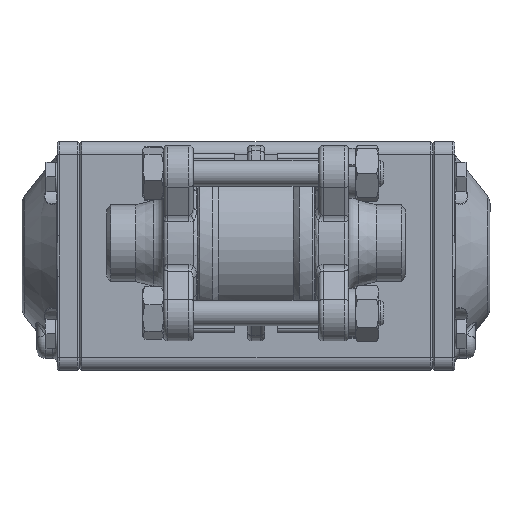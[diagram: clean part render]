
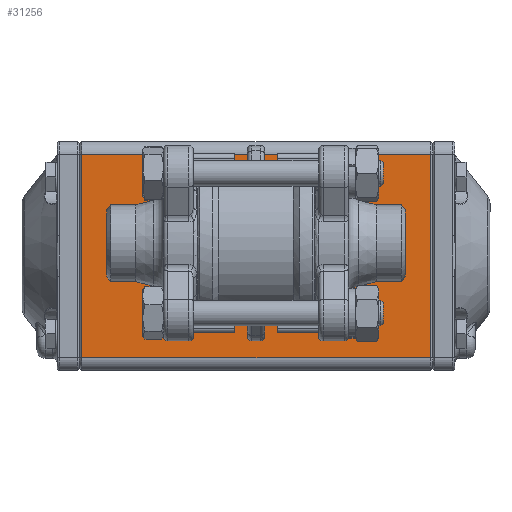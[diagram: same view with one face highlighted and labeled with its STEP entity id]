
A CAD part, front view. The second image highlights one B-rep face of the part: STEP entity #31256.
In plain terms, the highlighted planar face has unit normal (0, -1, 0).
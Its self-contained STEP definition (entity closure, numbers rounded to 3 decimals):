
#788=PLANE('',#33418);
#3390=LINE('',#67775,#4878);
#3391=LINE('',#67781,#4879);
#3392=LINE('',#67784,#4880);
#3393=LINE('',#67785,#4881);
#4878=VECTOR('',#38408,1000.);
#4879=VECTOR('',#38415,1000.);
#4880=VECTOR('',#38416,1000.);
#4881=VECTOR('',#38417,1000.);
#10151=ORIENTED_EDGE('',*,*,#15336,.F.);
#10152=ORIENTED_EDGE('',*,*,#15337,.T.);
#10153=ORIENTED_EDGE('',*,*,#15333,.T.);
#10154=ORIENTED_EDGE('',*,*,#15338,.T.);
#10155=ORIENTED_EDGE('',*,*,#15109,.F.);
#10156=ORIENTED_EDGE('',*,*,#15111,.F.);
#10157=ORIENTED_EDGE('',*,*,#15113,.F.);
#10158=ORIENTED_EDGE('',*,*,#15115,.F.);
#10159=ORIENTED_EDGE('',*,*,#15117,.F.);
#10160=ORIENTED_EDGE('',*,*,#15119,.F.);
#10161=ORIENTED_EDGE('',*,*,#15121,.F.);
#10162=ORIENTED_EDGE('',*,*,#15123,.F.);
#10163=ORIENTED_EDGE('',*,*,#15125,.T.);
#15109=EDGE_CURVE('',#18048,#18048,#19504,.T.);
#15111=EDGE_CURVE('',#18051,#18051,#19506,.T.);
#15113=EDGE_CURVE('',#18054,#18054,#19508,.T.);
#15115=EDGE_CURVE('',#18057,#18057,#19510,.T.);
#15117=EDGE_CURVE('',#18060,#18060,#19512,.T.);
#15119=EDGE_CURVE('',#18063,#18063,#19514,.T.);
#15121=EDGE_CURVE('',#18066,#18066,#19516,.T.);
#15123=EDGE_CURVE('',#18069,#18069,#19518,.T.);
#15125=EDGE_CURVE('',#18072,#18072,#19520,.T.);
#15333=EDGE_CURVE('',#18238,#18239,#3390,.T.);
#15336=EDGE_CURVE('',#18240,#18241,#3391,.T.);
#15337=EDGE_CURVE('',#18240,#18238,#3392,.T.);
#15338=EDGE_CURVE('',#18239,#18241,#3393,.T.);
#18048=VERTEX_POINT('',#67027);
#18051=VERTEX_POINT('',#67034);
#18054=VERTEX_POINT('',#67041);
#18057=VERTEX_POINT('',#67048);
#18060=VERTEX_POINT('',#67055);
#18063=VERTEX_POINT('',#67062);
#18066=VERTEX_POINT('',#67069);
#18069=VERTEX_POINT('',#67076);
#18072=VERTEX_POINT('',#67083);
#18238=VERTEX_POINT('',#67776);
#18239=VERTEX_POINT('',#67777);
#18240=VERTEX_POINT('',#67782);
#18241=VERTEX_POINT('',#67783);
#19504=CIRCLE('',#33239,2.5);
#19506=CIRCLE('',#33243,2.5);
#19508=CIRCLE('',#33247,2.5);
#19510=CIRCLE('',#33251,2.5);
#19512=CIRCLE('',#33255,2.1);
#19514=CIRCLE('',#33259,2.1);
#19516=CIRCLE('',#33263,2.1);
#19518=CIRCLE('',#33267,2.1);
#19520=CIRCLE('',#33271,10.6);
#21218=EDGE_LOOP('',(#10151,#10152,#10153,#10154));
#21219=EDGE_LOOP('',(#10155));
#21220=EDGE_LOOP('',(#10156));
#21221=EDGE_LOOP('',(#10157));
#21222=EDGE_LOOP('',(#10158));
#21223=EDGE_LOOP('',(#10159));
#21224=EDGE_LOOP('',(#10160));
#21225=EDGE_LOOP('',(#10161));
#21226=EDGE_LOOP('',(#10162));
#21227=EDGE_LOOP('',(#10163));
#23093=FACE_BOUND('',#21218,.T.);
#23094=FACE_BOUND('',#21219,.T.);
#23095=FACE_BOUND('',#21220,.T.);
#23096=FACE_BOUND('',#21221,.T.);
#23097=FACE_BOUND('',#21222,.T.);
#23098=FACE_BOUND('',#21223,.T.);
#23099=FACE_BOUND('',#21224,.T.);
#23100=FACE_BOUND('',#21225,.T.);
#23101=FACE_BOUND('',#21226,.T.);
#23102=FACE_BOUND('',#21227,.T.);
#31256=ADVANCED_FACE('',(#23093,#23094,#23095,#23096,#23097,#23098,#23099,
#23100,#23101,#23102),#788,.F.);
#33239=AXIS2_PLACEMENT_3D('',#67026,#37971,#37972);
#33243=AXIS2_PLACEMENT_3D('',#67033,#37979,#37980);
#33247=AXIS2_PLACEMENT_3D('',#67040,#37987,#37988);
#33251=AXIS2_PLACEMENT_3D('',#67047,#37995,#37996);
#33255=AXIS2_PLACEMENT_3D('',#67054,#38003,#38004);
#33259=AXIS2_PLACEMENT_3D('',#67061,#38011,#38012);
#33263=AXIS2_PLACEMENT_3D('',#67068,#38019,#38020);
#33267=AXIS2_PLACEMENT_3D('',#67075,#38027,#38028);
#33271=AXIS2_PLACEMENT_3D('',#67082,#38035,#38036);
#33418=AXIS2_PLACEMENT_3D('',#67780,#38413,#38414);
#37971=DIRECTION('',(0.,-1.,0.));
#37972=DIRECTION('',(0.,0.,-1.));
#37979=DIRECTION('',(0.,-1.,0.));
#37980=DIRECTION('',(0.,0.,-1.));
#37987=DIRECTION('',(0.,-1.,0.));
#37988=DIRECTION('',(0.,0.,-1.));
#37995=DIRECTION('',(0.,-1.,0.));
#37996=DIRECTION('',(0.,0.,-1.));
#38003=DIRECTION('',(0.,-1.,0.));
#38004=DIRECTION('',(0.,0.,-1.));
#38011=DIRECTION('',(0.,-1.,0.));
#38012=DIRECTION('',(0.,0.,-1.));
#38019=DIRECTION('',(0.,-1.,0.));
#38020=DIRECTION('',(0.,0.,-1.));
#38027=DIRECTION('',(0.,-1.,0.));
#38028=DIRECTION('',(0.,0.,-1.));
#38035=DIRECTION('',(0.,1.,0.));
#38036=DIRECTION('',(0.,0.,1.));
#38408=DIRECTION('',(0.,0.,-1.));
#38413=DIRECTION('',(0.,1.,0.));
#38414=DIRECTION('',(1.,0.,0.));
#38415=DIRECTION('',(0.,0.,-1.));
#38416=DIRECTION('',(-1.,0.,0.));
#38417=DIRECTION('',(1.,0.,0.));
#67026=CARTESIAN_POINT('',(-17.678,-23.9,17.678));
#67027=CARTESIAN_POINT('',(-17.678,-23.9,15.178));
#67033=CARTESIAN_POINT('',(17.678,-23.9,17.678));
#67034=CARTESIAN_POINT('',(17.678,-23.9,15.178));
#67040=CARTESIAN_POINT('',(17.678,-23.9,-17.678));
#67041=CARTESIAN_POINT('',(17.678,-23.9,-20.178));
#67047=CARTESIAN_POINT('',(-17.678,-23.9,-17.678));
#67048=CARTESIAN_POINT('',(-17.678,-23.9,-20.178));
#67054=CARTESIAN_POINT('',(-12.728,-23.9,12.728));
#67055=CARTESIAN_POINT('',(-12.728,-23.9,10.628));
#67061=CARTESIAN_POINT('',(12.728,-23.9,12.728));
#67062=CARTESIAN_POINT('',(12.728,-23.9,10.628));
#67068=CARTESIAN_POINT('',(12.728,-23.9,-12.728));
#67069=CARTESIAN_POINT('',(12.728,-23.9,-14.828));
#67075=CARTESIAN_POINT('',(-12.728,-23.9,-12.728));
#67076=CARTESIAN_POINT('',(-12.728,-23.9,-14.828));
#67082=CARTESIAN_POINT('',(0.,-23.9,0.));
#67083=CARTESIAN_POINT('',(0.,-23.9,10.6));
#67775=CARTESIAN_POINT('',(-26.9,-23.9,41.5));
#67776=CARTESIAN_POINT('',(-26.9,-23.9,40.9));
#67777=CARTESIAN_POINT('',(-26.9,-23.9,-40.9));
#67780=CARTESIAN_POINT('',(-26.9,-23.9,41.5));
#67781=CARTESIAN_POINT('',(20.9,-23.9,41.5));
#67782=CARTESIAN_POINT('',(20.9,-23.9,40.9));
#67783=CARTESIAN_POINT('',(20.9,-23.9,-40.9));
#67784=CARTESIAN_POINT('',(-26.9,-23.9,40.9));
#67785=CARTESIAN_POINT('',(-26.9,-23.9,-40.9));
